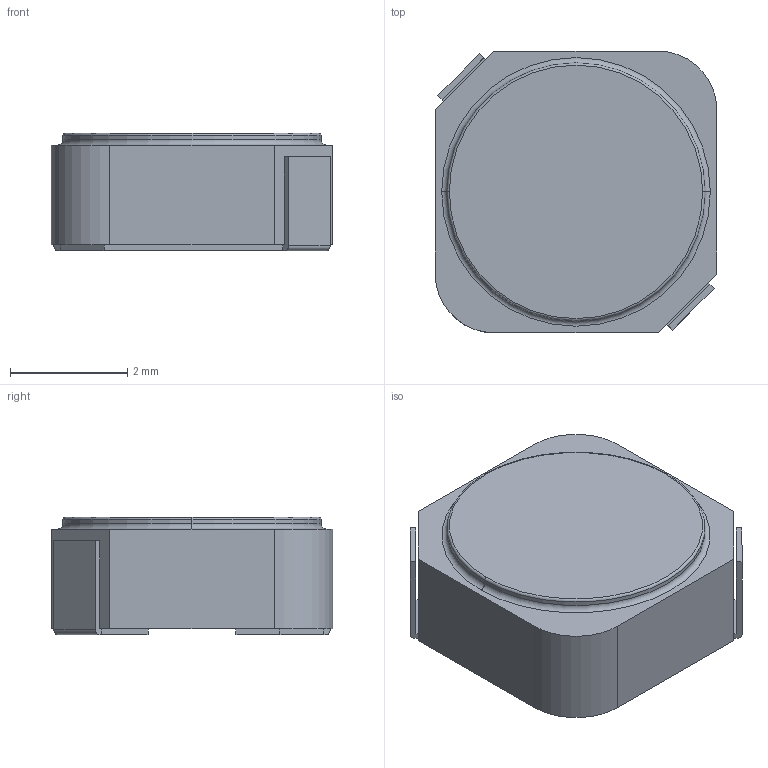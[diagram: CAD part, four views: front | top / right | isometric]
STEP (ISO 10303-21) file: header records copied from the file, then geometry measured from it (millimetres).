
FILE_DESCRIPTION (( 'STEP AP214' ), '1' );
FILE_NAME ('CDRH4D18 h1.9.STEP', '2019-11-27T20:05:06', ( 'Elessar' ), ( '' ), 'SwSTEP 2.0', 'SolidWorks 2018', '' );
FILE_SCHEMA (( 'AUTOMOTIVE_DESIGN' ));
Length unit declared in the file: millimetre
Products named in the file (1): CDRH4D18 h1.9
Bounding box: 4.8 x 4.8 x 2 mm (x, y, z)
Volume: 40.3 mm3; surface area: 93.7 mm2
Topology: 1 solids, 1 shells, 56 faces, 152 edges, 96 vertices
Faces by surface type: plane 40, cylinder 12, torus 4
Entity records: 2406 total; most frequent: DIRECTION 306, CARTESIAN_POINT 305, ORIENTED_EDGE 304, EDGE_CURVE 152, VECTOR 112, LINE 112, AXIS2_PLACEMENT_3D 97, VERTEX_POINT 96
